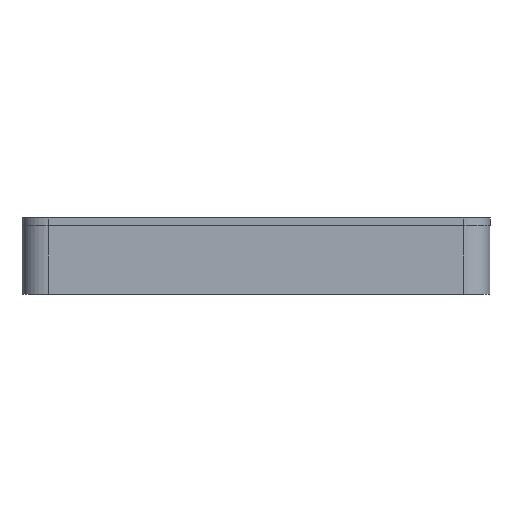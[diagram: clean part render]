
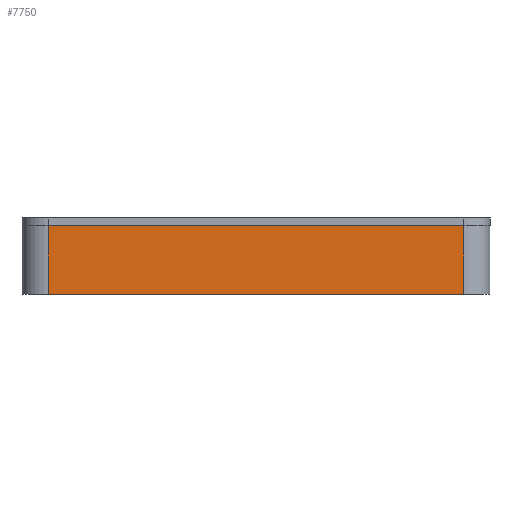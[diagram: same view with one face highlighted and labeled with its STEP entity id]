
A CAD part, front view. The second image highlights one B-rep face of the part: STEP entity #7750.
In plain terms, the highlighted planar face has unit normal (0, -1, 0).
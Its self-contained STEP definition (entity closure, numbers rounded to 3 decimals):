
#1273=FACE_OUTER_BOUND('',#1875,.T.);
#1875=EDGE_LOOP('',(#6294,#6295,#6296,#6297));
#2374=LINE('',#11275,#2964);
#2387=LINE('',#11314,#2977);
#2388=LINE('',#11317,#2978);
#2414=LINE('',#11388,#3004);
#2964=VECTOR('',#9673,10.);
#2977=VECTOR('',#9704,10.);
#2978=VECTOR('',#9707,10.);
#3004=VECTOR('',#9785,10.);
#3631=VERTEX_POINT('',#11272);
#3632=VERTEX_POINT('',#11274);
#3649=VERTEX_POINT('',#11312);
#3650=VERTEX_POINT('',#11316);
#4555=EDGE_CURVE('',#3631,#3632,#2374,.T.);
#4575=EDGE_CURVE('',#3649,#3631,#2387,.T.);
#4576=EDGE_CURVE('',#3632,#3650,#2388,.T.);
#4612=EDGE_CURVE('',#3650,#3649,#2414,.T.);
#6294=ORIENTED_EDGE('',*,*,#4575,.F.);
#6295=ORIENTED_EDGE('',*,*,#4612,.F.);
#6296=ORIENTED_EDGE('',*,*,#4576,.F.);
#6297=ORIENTED_EDGE('',*,*,#4555,.F.);
#7484=PLANE('',#8460);
#7750=ADVANCED_FACE('',(#1273),#7484,.T.);
#8460=AXIS2_PLACEMENT_3D('',#11387,#9783,#9784);
#9673=DIRECTION('',(1.,0.,0.));
#9704=DIRECTION('',(0.,0.,1.));
#9707=DIRECTION('',(0.,0.,-1.));
#9783=DIRECTION('center_axis',(0.,-1.,0.));
#9784=DIRECTION('ref_axis',(1.,0.,0.));
#9785=DIRECTION('',(-1.,0.,0.));
#11272=CARTESIAN_POINT('',(-39.12,-68.673,13.));
#11274=CARTESIAN_POINT('',(40.08,-68.673,13.));
#11275=CARTESIAN_POINT('',(45.08,-68.673,13.));
#11312=CARTESIAN_POINT('',(-39.12,-68.673,0.));
#11314=CARTESIAN_POINT('',(-39.12,-68.673,0.));
#11316=CARTESIAN_POINT('',(40.08,-68.673,0.));
#11317=CARTESIAN_POINT('',(40.08,-68.673,0.));
#11387=CARTESIAN_POINT('Origin',(-44.12,-68.673,0.));
#11388=CARTESIAN_POINT('',(45.08,-68.673,0.));
